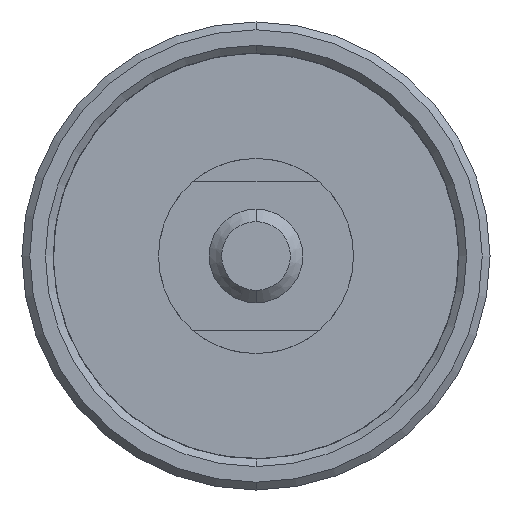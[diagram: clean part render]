
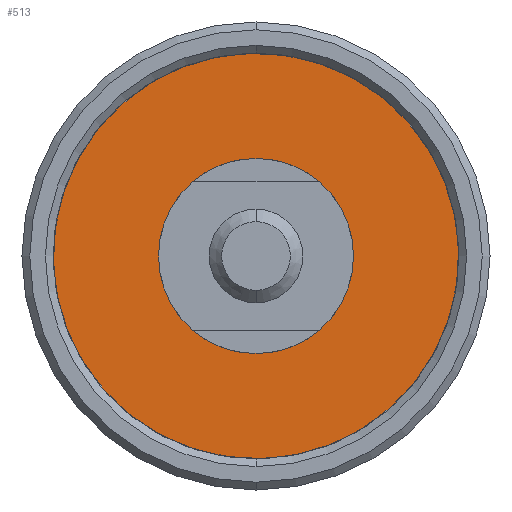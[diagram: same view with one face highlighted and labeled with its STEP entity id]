
A CAD part, front view. The second image highlights one B-rep face of the part: STEP entity #513.
In plain terms, the highlighted planar face has unit normal (0, -1, 0).
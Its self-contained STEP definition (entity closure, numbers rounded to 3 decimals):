
#11 = FACE_OUTER_BOUND ( 'NONE', #704, .T. ) ;
#96 = CIRCLE ( 'NONE', #951, 10. ) ;
#256 = CARTESIAN_POINT ( 'NONE',  ( 9.986, 42., 0.52 ) ) ;
#295 = DIRECTION ( 'NONE',  ( 0., -1., 0. ) ) ;
#296 = CARTESIAN_POINT ( 'NONE',  ( 0., 42., 0. ) ) ;
#297 = DIRECTION ( 'NONE',  ( 0.999, 0., 0.052 ) ) ;
#300 = PLANE ( 'NONE',  #903 ) ;
#304 = CARTESIAN_POINT ( 'NONE',  ( 25.965, 42., 1.351 ) ) ;
#305 = CARTESIAN_POINT ( 'NONE',  ( -25.965, 42., -1.351 ) ) ;
#315 = CARTESIAN_POINT ( 'NONE',  ( -9.986, 42., -0.52 ) ) ;
#336 = CARTESIAN_POINT ( 'NONE',  ( 0., 42., 0. ) ) ;
#358 = DIRECTION ( 'NONE',  ( 0., -1., 0. ) ) ;
#361 = DIRECTION ( 'NONE',  ( 0.999, 0., 0.052 ) ) ;
#443 = EDGE_CURVE ( 'NONE', #509, #508, #719, .T. ) ;
#445 = EDGE_CURVE ( 'NONE', #508, #509, #728, .T. ) ;
#446 = EDGE_CURVE ( 'NONE', #495, #504, #729, .T. ) ;
#495 = VERTEX_POINT ( 'NONE', #256 ) ;
#504 = VERTEX_POINT ( 'NONE', #315 ) ;
#508 = VERTEX_POINT ( 'NONE', #305 ) ;
#509 = VERTEX_POINT ( 'NONE', #304 ) ;
#513 = ADVANCED_FACE ( 'NONE', ( #750, #11 ), #300, .T. ) ;
#612 = ORIENTED_EDGE ( 'NONE', *, *, #443, .T. ) ;
#624 = ORIENTED_EDGE ( 'NONE', *, *, #446, .F. ) ;
#636 = ORIENTED_EDGE ( 'NONE', *, *, #445, .T. ) ;
#637 = ORIENTED_EDGE ( 'NONE', *, *, #984, .F. ) ;
#703 = EDGE_LOOP ( 'NONE', ( #624, #637 ) ) ;
#704 = EDGE_LOOP ( 'NONE', ( #612, #636 ) ) ;
#719 = CIRCLE ( 'NONE', #896, 26. ) ;
#728 = CIRCLE ( 'NONE', #898, 26. ) ;
#729 = CIRCLE ( 'NONE', #899, 10. ) ;
#750 = FACE_BOUND ( 'NONE', #703, .T. ) ;
#787 = CARTESIAN_POINT ( 'NONE',  ( 0., 42., 0. ) ) ;
#788 = DIRECTION ( 'NONE',  ( 0., -1., 0. ) ) ;
#789 = DIRECTION ( 'NONE',  ( 0.999, 0., 0.052 ) ) ;
#795 = CARTESIAN_POINT ( 'NONE',  ( 0., 42., 0. ) ) ;
#796 = DIRECTION ( 'NONE',  ( 0., -1., 0. ) ) ;
#797 = DIRECTION ( 'NONE',  ( 0.999, 0., 0.052 ) ) ;
#800 = CARTESIAN_POINT ( 'NONE',  ( 0., 42., 0. ) ) ;
#801 = DIRECTION ( 'NONE',  ( 0., -1., 0. ) ) ;
#802 = DIRECTION ( 'NONE',  ( 0.999, 0., 0.052 ) ) ;
#896 = AXIS2_PLACEMENT_3D ( 'NONE', #787, #788, #789 ) ;
#898 = AXIS2_PLACEMENT_3D ( 'NONE', #795, #796, #797 ) ;
#899 = AXIS2_PLACEMENT_3D ( 'NONE', #800, #801, #802 ) ;
#903 = AXIS2_PLACEMENT_3D ( 'NONE', #296, #295, #297 ) ;
#951 = AXIS2_PLACEMENT_3D ( 'NONE', #336, #358, #361 ) ;
#984 = EDGE_CURVE ( 'NONE', #504, #495, #96, .T. ) ;
